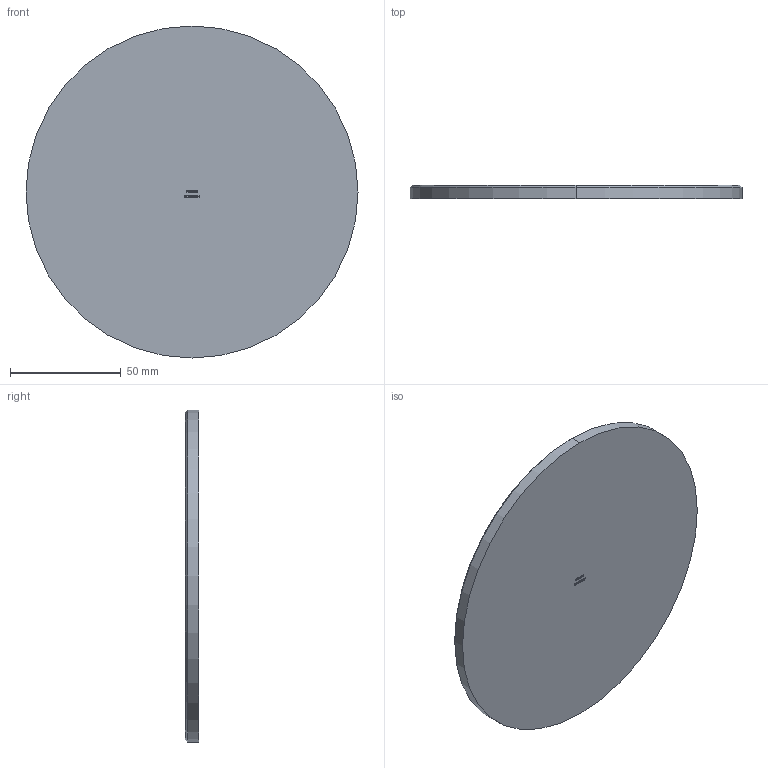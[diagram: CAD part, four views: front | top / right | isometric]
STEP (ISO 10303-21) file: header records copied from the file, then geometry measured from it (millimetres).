
FILE_DESCRIPTION (( 'STEP AP203' ), '1' );
FILE_NAME ('53150-240-R-F.STEP', '2020-10-22T08:14:42', ( '' ), ( '' ), 'SwSTEP 2.0', 'SolidWorks 2018', '' );
FILE_SCHEMA (( 'CONFIG_CONTROL_DESIGN' ));
Length unit declared in the file: millimetre
Products named in the file (2): 53150-240-R-F
Bounding box: 150 x 6 x 150 mm (x, y, z)
Volume: 105793.9 mm3; surface area: 37899.6 mm2
Topology: 1 solids, 1 shells, 268 faces, 712 edges, 474 vertices
Faces by surface type: plane 157, bspline 107, cone 2, cylinder 2
Entity records: 14339 total; most frequent: CARTESIAN_POINT 8243, ORIENTED_EDGE 1424, DIRECTION 830, EDGE_CURVE 712, LINE 492, VECTOR 492, VERTEX_POINT 474, EDGE_LOOP 296
